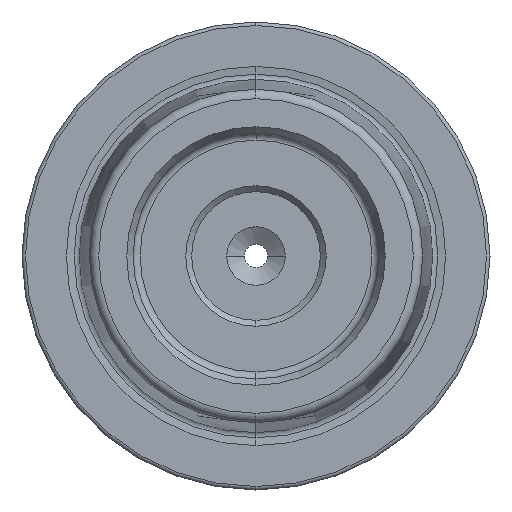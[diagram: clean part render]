
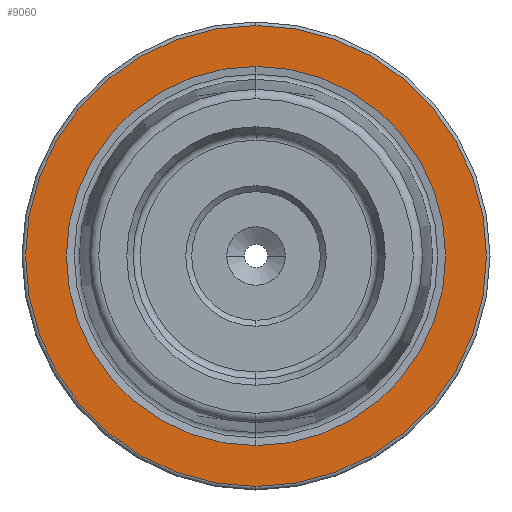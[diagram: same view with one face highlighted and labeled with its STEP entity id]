
A CAD part, left-side view. The second image highlights one B-rep face of the part: STEP entity #9060.
In plain terms, the highlighted planar face has unit normal (-1, 0, 0).
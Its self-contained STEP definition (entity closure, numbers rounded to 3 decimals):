
#618 = VERTEX_POINT ( 'NONE', #10506 ) ;
#4152 = CIRCLE ( 'NONE', #4157, 19.7 ) ;
#4154 = CIRCLE ( 'NONE', #4159, 16.207 ) ;
#4157 = AXIS2_PLACEMENT_3D ( 'NONE', #16179, #16165, #16268 ) ;
#4159 = AXIS2_PLACEMENT_3D ( 'NONE', #16277, #16244, #16342 ) ;
#4694 = CARTESIAN_POINT ( 'NONE',  ( 0., 0., 0. ) ) ;
#4695 = DIRECTION ( 'NONE',  ( -1., 0., 0. ) ) ;
#4696 = DIRECTION ( 'NONE',  ( 0., 0., 1. ) ) ;
#5184 = CARTESIAN_POINT ( 'NONE',  ( 0., 0., 0. ) ) ;
#5185 = DIRECTION ( 'NONE',  ( -1., 0., 0. ) ) ;
#5186 = DIRECTION ( 'NONE',  ( 0., 0., 1. ) ) ;
#5709 = CARTESIAN_POINT ( 'NONE',  ( 0., 0., 16.207 ) ) ;
#5726 = CARTESIAN_POINT ( 'NONE',  ( 0., 0., -19.7 ) ) ;
#5729 = CARTESIAN_POINT ( 'NONE',  ( 0., 0., 19.7 ) ) ;
#5796 = DIRECTION ( 'NONE',  ( 0., 0., -1. ) ) ;
#5798 = PLANE ( 'NONE',  #10819 ) ;
#5799 = FACE_OUTER_BOUND ( 'NONE', #13676, .T. ) ;
#5801 = CARTESIAN_POINT ( 'NONE',  ( 0., 19.7, 0. ) ) ;
#5812 = DIRECTION ( 'NONE',  ( 1., 0., 0. ) ) ;
#5815 = FACE_BOUND ( 'NONE', #13684, .T. ) ;
#8828 = EDGE_CURVE ( 'NONE', #9384, #9379, #4152, .T. ) ;
#8829 = EDGE_CURVE ( 'NONE', #9394, #618, #4154, .T. ) ;
#9060 = ADVANCED_FACE ( 'NONE', ( #5815, #5799 ), #5798, .F. ) ;
#9379 = VERTEX_POINT ( 'NONE', #5729 ) ;
#9384 = VERTEX_POINT ( 'NONE', #5726 ) ;
#9394 = VERTEX_POINT ( 'NONE', #5709 ) ;
#9641 = CIRCLE ( 'NONE', #9643, 19.7 ) ;
#9643 = AXIS2_PLACEMENT_3D ( 'NONE', #4694, #4695, #4696 ) ;
#9658 = CIRCLE ( 'NONE', #9661, 16.207 ) ;
#9661 = AXIS2_PLACEMENT_3D ( 'NONE', #5184, #5185, #5186 ) ;
#10506 = CARTESIAN_POINT ( 'NONE',  ( 0., 0., -16.207 ) ) ;
#10575 = EDGE_CURVE ( 'NONE', #9379, #9384, #9641, .T. ) ;
#10602 = EDGE_CURVE ( 'NONE', #618, #9394, #9658, .T. ) ;
#10819 = AXIS2_PLACEMENT_3D ( 'NONE', #5801, #5812, #5796 ) ;
#13676 = EDGE_LOOP ( 'NONE', ( #14670, #14524 ) ) ;
#13684 = EDGE_LOOP ( 'NONE', ( #14088, #14718 ) ) ;
#14088 = ORIENTED_EDGE ( 'NONE', *, *, #8829, .F. ) ;
#14524 = ORIENTED_EDGE ( 'NONE', *, *, #8828, .T. ) ;
#14670 = ORIENTED_EDGE ( 'NONE', *, *, #10575, .T. ) ;
#14718 = ORIENTED_EDGE ( 'NONE', *, *, #10602, .F. ) ;
#16165 = DIRECTION ( 'NONE',  ( -1., 0., 0. ) ) ;
#16179 = CARTESIAN_POINT ( 'NONE',  ( 0., 0., 0. ) ) ;
#16244 = DIRECTION ( 'NONE',  ( -1., 0., 0. ) ) ;
#16268 = DIRECTION ( 'NONE',  ( 0., 0., 1. ) ) ;
#16277 = CARTESIAN_POINT ( 'NONE',  ( 0., 0., 0. ) ) ;
#16342 = DIRECTION ( 'NONE',  ( 0., 0., 1. ) ) ;
